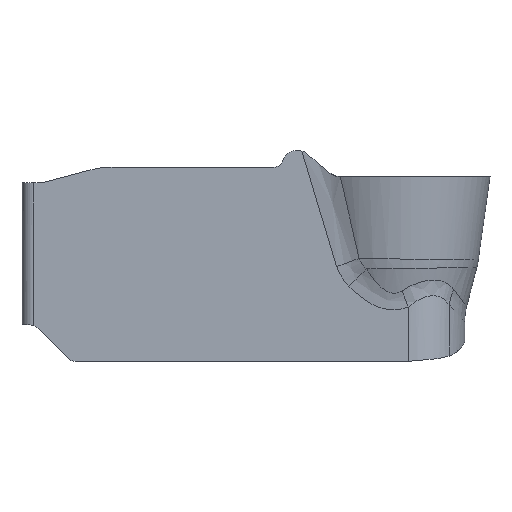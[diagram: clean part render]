
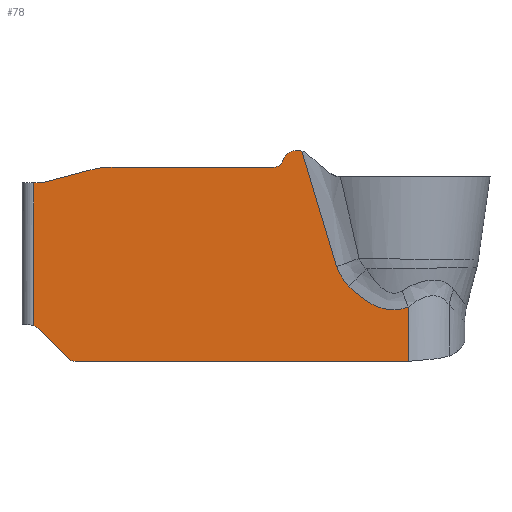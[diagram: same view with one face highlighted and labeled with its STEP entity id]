
A CAD part, left-side view. The second image highlights one B-rep face of the part: STEP entity #78.
In plain terms, the highlighted planar face has unit normal (-1, 0, 0).
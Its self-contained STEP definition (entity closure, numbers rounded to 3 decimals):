
#78=ADVANCED_FACE('',(#147),#132,.T.);
#132=PLANE('',#992);
#147=FACE_OUTER_BOUND('',#201,.T.);
#201=EDGE_LOOP('',(#372,#373,#374,#375,#376,#377,#378,#379,#380,#381,#382,
#383,#384,#385,#386,#387,#388,#389,#390,#391));
#255=LINE('',#1303,#308);
#256=LINE('',#1337,#309);
#257=LINE('',#1341,#310);
#258=LINE('',#1345,#311);
#259=LINE('',#1349,#312);
#260=LINE('',#1353,#313);
#261=LINE('',#1355,#314);
#262=LINE('',#1359,#315);
#263=LINE('',#1363,#316);
#308=VECTOR('',#1054,1.);
#309=VECTOR('',#1057,1.);
#310=VECTOR('',#1060,1.);
#311=VECTOR('',#1063,1.);
#312=VECTOR('',#1066,1.);
#313=VECTOR('',#1069,1.);
#314=VECTOR('',#1070,1.);
#315=VECTOR('',#1073,1.);
#316=VECTOR('',#1076,1.);
#372=ORIENTED_EDGE('',*,*,#728,.F.);
#373=ORIENTED_EDGE('',*,*,#729,.T.);
#374=ORIENTED_EDGE('',*,*,#730,.T.);
#375=ORIENTED_EDGE('',*,*,#731,.T.);
#376=ORIENTED_EDGE('',*,*,#732,.T.);
#377=ORIENTED_EDGE('',*,*,#733,.F.);
#378=ORIENTED_EDGE('',*,*,#734,.F.);
#379=ORIENTED_EDGE('',*,*,#735,.F.);
#380=ORIENTED_EDGE('',*,*,#736,.F.);
#381=ORIENTED_EDGE('',*,*,#737,.F.);
#382=ORIENTED_EDGE('',*,*,#738,.F.);
#383=ORIENTED_EDGE('',*,*,#739,.F.);
#384=ORIENTED_EDGE('',*,*,#740,.F.);
#385=ORIENTED_EDGE('',*,*,#741,.F.);
#386=ORIENTED_EDGE('',*,*,#742,.F.);
#387=ORIENTED_EDGE('',*,*,#743,.T.);
#388=ORIENTED_EDGE('',*,*,#744,.F.);
#389=ORIENTED_EDGE('',*,*,#745,.F.);
#390=ORIENTED_EDGE('',*,*,#746,.F.);
#391=ORIENTED_EDGE('',*,*,#747,.F.);
#644=VERTEX_POINT('',#1301);
#645=VERTEX_POINT('',#1302);
#646=VERTEX_POINT('',#1304);
#647=VERTEX_POINT('',#1318);
#648=VERTEX_POINT('',#1326);
#649=VERTEX_POINT('',#1334);
#650=VERTEX_POINT('',#1336);
#651=VERTEX_POINT('',#1338);
#652=VERTEX_POINT('',#1340);
#653=VERTEX_POINT('',#1342);
#654=VERTEX_POINT('',#1344);
#655=VERTEX_POINT('',#1346);
#656=VERTEX_POINT('',#1348);
#657=VERTEX_POINT('',#1350);
#658=VERTEX_POINT('',#1352);
#659=VERTEX_POINT('',#1354);
#660=VERTEX_POINT('',#1356);
#661=VERTEX_POINT('',#1358);
#662=VERTEX_POINT('',#1360);
#663=VERTEX_POINT('',#1362);
#728=EDGE_CURVE('',#644,#645,#864,.T.);
#729=EDGE_CURVE('',#644,#646,#255,.T.);
#730=EDGE_CURVE('',#646,#647,#902,.T.);
#731=EDGE_CURVE('',#647,#648,#903,.T.);
#732=EDGE_CURVE('',#648,#649,#904,.T.);
#733=EDGE_CURVE('',#650,#649,#865,.T.);
#734=EDGE_CURVE('',#651,#650,#256,.T.);
#735=EDGE_CURVE('',#652,#651,#866,.T.);
#736=EDGE_CURVE('',#653,#652,#257,.T.);
#737=EDGE_CURVE('',#654,#653,#867,.T.);
#738=EDGE_CURVE('',#655,#654,#258,.T.);
#739=EDGE_CURVE('',#656,#655,#868,.T.);
#740=EDGE_CURVE('',#657,#656,#259,.T.);
#741=EDGE_CURVE('',#658,#657,#869,.T.);
#742=EDGE_CURVE('',#659,#658,#260,.T.);
#743=EDGE_CURVE('',#659,#660,#261,.T.);
#744=EDGE_CURVE('',#661,#660,#870,.T.);
#745=EDGE_CURVE('',#662,#661,#262,.T.);
#746=EDGE_CURVE('',#663,#662,#871,.T.);
#747=EDGE_CURVE('',#645,#663,#263,.T.);
#864=CIRCLE('',#984,0.5);
#865=CIRCLE('',#985,0.3);
#866=CIRCLE('',#986,0.3);
#867=CIRCLE('',#987,0.25);
#868=CIRCLE('',#988,1.883);
#869=CIRCLE('',#989,0.117);
#870=CIRCLE('',#990,0.3);
#871=CIRCLE('',#991,0.25);
#902=B_SPLINE_CURVE_WITH_KNOTS('',3,(#1305,#1306,#1307,#1308,#1309,#1310,
#1311,#1312,#1313,#1314,#1315,#1316,#1317),.UNSPECIFIED.,.F.,.F.,(4,3,3,
3,4),(0.,0.211,0.422,0.715,1.),
 .UNSPECIFIED.);
#903=B_SPLINE_CURVE_WITH_KNOTS('',3,(#1319,#1320,#1321,#1322,#1323,#1324,
#1325),.UNSPECIFIED.,.F.,.F.,(4,3,4),(0.,0.23,1.),
 .UNSPECIFIED.);
#904=B_SPLINE_CURVE_WITH_KNOTS('',3,(#1327,#1328,#1329,#1330,#1331,#1332,
#1333),.UNSPECIFIED.,.F.,.F.,(4,3,4),(0.,0.569,1.),
 .UNSPECIFIED.);
#984=AXIS2_PLACEMENT_3D('',#1300,#1052,#1053);
#985=AXIS2_PLACEMENT_3D('',#1335,#1055,#1056);
#986=AXIS2_PLACEMENT_3D('',#1339,#1058,#1059);
#987=AXIS2_PLACEMENT_3D('',#1343,#1061,#1062);
#988=AXIS2_PLACEMENT_3D('',#1347,#1064,#1065);
#989=AXIS2_PLACEMENT_3D('',#1351,#1067,#1068);
#990=AXIS2_PLACEMENT_3D('',#1357,#1071,#1072);
#991=AXIS2_PLACEMENT_3D('',#1361,#1074,#1075);
#992=AXIS2_PLACEMENT_3D('',#1364,#1077,#1078);
#1052=DIRECTION('',(1.,0.,0.));
#1053=DIRECTION('',(0.,0.,1.));
#1054=DIRECTION('',(0.,0.,1.));
#1055=DIRECTION('',(1.,0.,0.));
#1056=DIRECTION('',(0.,0.,1.));
#1057=DIRECTION('',(0.,-1.,0.));
#1058=DIRECTION('',(1.,0.,0.));
#1059=DIRECTION('',(0.,0.,1.));
#1060=DIRECTION('',(0.,-0.423,0.906));
#1061=DIRECTION('',(-1.,0.,0.));
#1062=DIRECTION('',(0.,0.,1.));
#1063=DIRECTION('',(0.,-1.,0.));
#1064=DIRECTION('',(1.,0.,0.));
#1065=DIRECTION('',(0.,0.,1.));
#1066=DIRECTION('',(0.,-0.966,0.259));
#1067=DIRECTION('',(-1.,0.,0.));
#1068=DIRECTION('',(0.,0.,1.));
#1069=DIRECTION('',(0.,-1.,0.));
#1070=DIRECTION('',(0.,0.,-1.));
#1071=DIRECTION('',(-1.,0.,0.));
#1072=DIRECTION('',(0.,0.,1.));
#1073=DIRECTION('',(0.,0.707,0.707));
#1074=DIRECTION('',(1.,0.,0.));
#1075=DIRECTION('',(0.,0.,1.));
#1076=DIRECTION('',(0.,1.,0.));
#1077=DIRECTION('',(-1.,0.,0.));
#1078=DIRECTION('',(0.,0.,1.));
#1300=CARTESIAN_POINT('',(-1.9,-3.881,-4.237));
#1301=CARTESIAN_POINT('',(-1.9,-3.903,-4.737));
#1302=CARTESIAN_POINT('',(-1.9,-3.881,-4.737));
#1303=CARTESIAN_POINT('',(-1.9,-3.903,-10.937));
#1304=CARTESIAN_POINT('',(-1.9,-3.903,-3.347));
#1305=CARTESIAN_POINT('',(-1.9,-3.903,-3.347));
#1306=CARTESIAN_POINT('',(-1.9,-3.79,-3.389));
#1307=CARTESIAN_POINT('',(-1.9,-3.669,-3.415));
#1308=CARTESIAN_POINT('',(-1.9,-3.549,-3.417));
#1309=CARTESIAN_POINT('',(-1.9,-3.429,-3.42));
#1310=CARTESIAN_POINT('',(-1.9,-3.307,-3.4));
#1311=CARTESIAN_POINT('',(-1.9,-3.192,-3.363));
#1312=CARTESIAN_POINT('',(-1.9,-3.034,-3.311));
#1313=CARTESIAN_POINT('',(-1.9,-2.885,-3.227));
#1314=CARTESIAN_POINT('',(-1.9,-2.749,-3.13));
#1315=CARTESIAN_POINT('',(-1.9,-2.617,-3.034));
#1316=CARTESIAN_POINT('',(-1.9,-2.495,-2.924));
#1317=CARTESIAN_POINT('',(-1.9,-2.381,-2.808));
#1318=CARTESIAN_POINT('',(-1.9,-2.381,-2.808));
#1319=CARTESIAN_POINT('',(-1.9,-2.381,-2.808));
#1320=CARTESIAN_POINT('',(-1.9,-2.349,-2.775));
#1321=CARTESIAN_POINT('',(-1.9,-2.319,-2.741));
#1322=CARTESIAN_POINT('',(-1.9,-2.29,-2.705));
#1323=CARTESIAN_POINT('',(-1.9,-2.194,-2.587));
#1324=CARTESIAN_POINT('',(-1.9,-2.117,-2.452));
#1325=CARTESIAN_POINT('',(-1.9,-2.066,-2.309));
#1326=CARTESIAN_POINT('',(-1.9,-2.066,-2.309));
#1327=CARTESIAN_POINT('',(-1.9,-2.066,-2.309));
#1328=CARTESIAN_POINT('',(-1.9,-1.866,-1.758));
#1329=CARTESIAN_POINT('',(-1.9,-1.696,-1.196));
#1330=CARTESIAN_POINT('',(-1.9,-1.537,-0.632));
#1331=CARTESIAN_POINT('',(-1.9,-1.417,-0.203));
#1332=CARTESIAN_POINT('',(-1.9,-1.296,0.225));
#1333=CARTESIAN_POINT('',(-1.9,-1.176,0.653));
#1334=CARTESIAN_POINT('',(-1.9,-1.176,0.653));
#1335=CARTESIAN_POINT('',(-1.9,-1.101,0.363));
#1336=CARTESIAN_POINT('',(-1.9,-1.101,0.663));
#1337=CARTESIAN_POINT('',(-1.9,6.,0.663));
#1338=CARTESIAN_POINT('',(-1.9,-1.,0.663));
#1339=CARTESIAN_POINT('',(-1.9,-1.,0.363));
#1340=CARTESIAN_POINT('',(-1.9,-0.728,0.49));
#1341=CARTESIAN_POINT('',(-1.9,4.85,-11.473));
#1342=CARTESIAN_POINT('',(-1.9,-0.678,0.381));
#1343=CARTESIAN_POINT('',(-1.9,-0.451,0.487));
#1344=CARTESIAN_POINT('',(-1.9,-0.451,0.237));
#1345=CARTESIAN_POINT('',(-1.9,6.,0.237));
#1346=CARTESIAN_POINT('',(-1.9,3.744,0.237));
#1347=CARTESIAN_POINT('',(-1.9,3.744,-1.645));
#1348=CARTESIAN_POINT('',(-1.9,4.231,0.173));
#1349=CARTESIAN_POINT('',(-1.9,8.659,-1.014));
#1350=CARTESIAN_POINT('',(-1.9,5.47,-0.159));
#1351=CARTESIAN_POINT('',(-1.9,5.5,-0.045));
#1352=CARTESIAN_POINT('',(-1.9,5.5,-0.163));
#1353=CARTESIAN_POINT('',(-1.9,6.,-0.163));
#1354=CARTESIAN_POINT('',(-1.9,5.7,-0.163));
#1355=CARTESIAN_POINT('',(-1.9,5.7,-10.937));
#1356=CARTESIAN_POINT('',(-1.9,5.7,-3.822));
#1357=CARTESIAN_POINT('',(-1.9,5.8,-4.105));
#1358=CARTESIAN_POINT('',(-1.9,5.588,-3.892));
#1359=CARTESIAN_POINT('',(-1.9,2.272,-7.209));
#1360=CARTESIAN_POINT('',(-1.9,4.816,-4.664));
#1361=CARTESIAN_POINT('',(-1.9,4.64,-4.487));
#1362=CARTESIAN_POINT('',(-1.9,4.64,-4.737));
#1363=CARTESIAN_POINT('',(-1.9,6.,-4.737));
#1364=CARTESIAN_POINT('',(-1.9,6.,-10.937));
